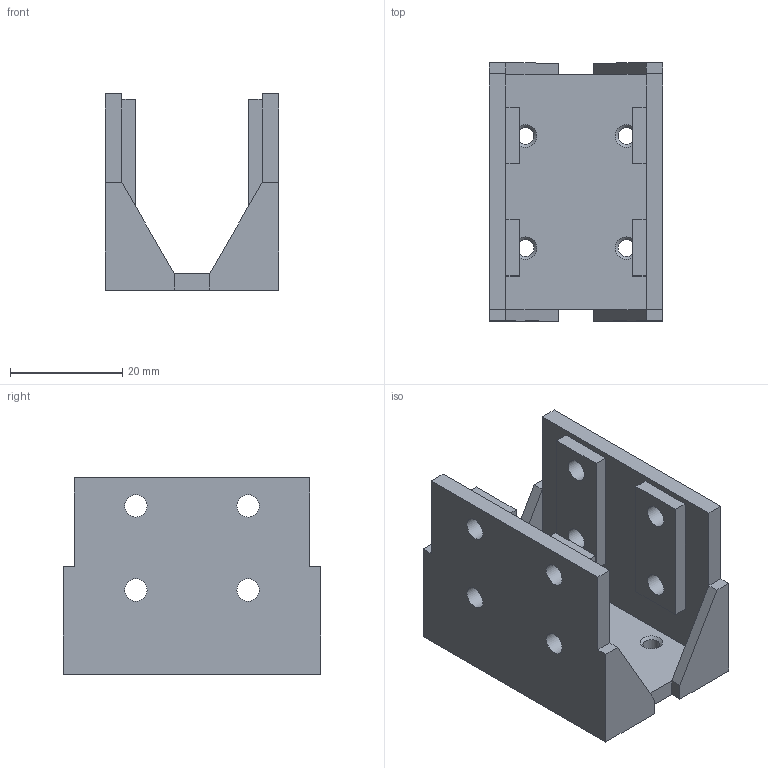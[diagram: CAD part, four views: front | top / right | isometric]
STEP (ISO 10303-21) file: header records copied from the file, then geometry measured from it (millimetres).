
FILE_DESCRIPTION(/* description */ (' '),/* implementation_level */ '2;1');
FILE_NAME(/* name */ 'mocowanie ramienia.stp',/* time_stamp */ '2024-01-28T16:34:53+01:00',/* author */ ('micha'),/* organization */ (''),/* preprocessor_version */ 'ST-DEVELOPER v19.2',/* originating_system */ 'Autodesk Inventor 2024',/* authorisation */ '');
FILE_SCHEMA (('AUTOMOTIVE_DESIGN { 1 0 10303 214 3 1 1 }'));
Length unit declared in the file: millimetre
Products named in the file (1): mocowanie_rami
Bounding box: 31 x 46 x 35 mm (x, y, z)
Volume: 14830.9 mm3; surface area: 10875.7 mm2
Topology: 1 solids, 1 shells, 70 faces, 176 edges, 112 vertices
Faces by surface type: plane 54, cylinder 12, cone 4
Full cylindrical faces by diameter (mm): 3 x4, 4 x8
Entity records: 2158 total; most frequent: CARTESIAN_POINT 359, ORIENTED_EDGE 352, DIRECTION 350, EDGE_CURVE 176, LINE 144, VECTOR 144, VERTEX_POINT 112, AXIS2_PLACEMENT_3D 103
